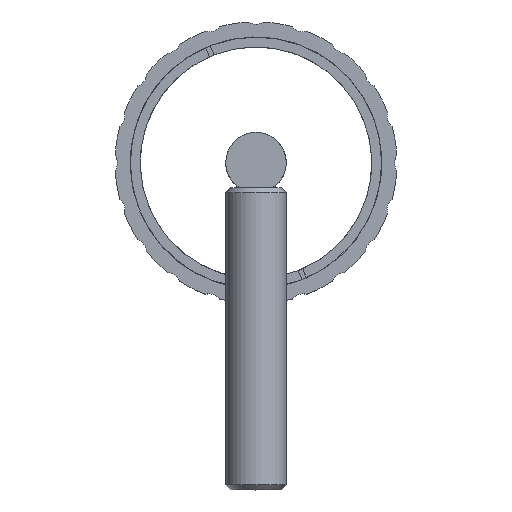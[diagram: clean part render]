
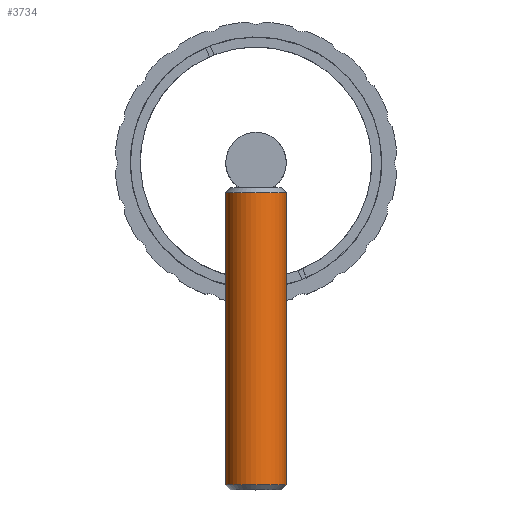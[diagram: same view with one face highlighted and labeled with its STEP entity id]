
A CAD part, top view. The second image highlights one B-rep face of the part: STEP entity #3734.
In plain terms, the highlighted cylindrical face has radius 6 mm (diameter 12 mm), a partial arc.
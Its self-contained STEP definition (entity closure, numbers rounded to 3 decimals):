
#95 = EDGE_CURVE ( 'NONE', #2532, #1213, #4982, .T. ) ;
#146 = DIRECTION ( 'NONE',  ( 1., 0., 0. ) ) ;
#538 = CARTESIAN_POINT ( 'NONE',  ( 5.563, -6.357, 4.25 ) ) ;
#784 = AXIS2_PLACEMENT_3D ( 'NONE', #5739, #1132, #3850 ) ;
#976 = LINE ( 'NONE', #3990, #4196 ) ;
#1132 = DIRECTION ( 'NONE',  ( 0., -1., 0. ) ) ;
#1213 = VERTEX_POINT ( 'NONE', #2870 ) ;
#1282 = VERTEX_POINT ( 'NONE', #2982 ) ;
#1404 = ORIENTED_EDGE ( 'NONE', *, *, #95, .T. ) ;
#1523 = VERTEX_POINT ( 'NONE', #538 ) ;
#1568 = LINE ( 'NONE', #4231, #1842 ) ;
#1640 = FACE_OUTER_BOUND ( 'NONE', #3882, .T. ) ;
#1643 = DIRECTION ( 'NONE',  ( -1., 0., 0. ) ) ;
#1664 = DIRECTION ( 'NONE',  ( 0., -1., 0. ) ) ;
#1842 = VECTOR ( 'NONE', #1879, 1000. ) ;
#1879 = DIRECTION ( 'NONE',  ( 0., -1., 0. ) ) ;
#1913 = CARTESIAN_POINT ( 'NONE',  ( -0.437, -64.357, 4.25 ) ) ;
#1946 = AXIS2_PLACEMENT_3D ( 'NONE', #2569, #1664, #1643 ) ;
#2532 = VERTEX_POINT ( 'NONE', #3351 ) ;
#2569 = CARTESIAN_POINT ( 'NONE',  ( -0.437, -5.357, 4.25 ) ) ;
#2759 = EDGE_CURVE ( 'NONE', #1523, #1213, #976, .T. ) ;
#2851 = AXIS2_PLACEMENT_3D ( 'NONE', #1913, #3767, #146 ) ;
#2869 = ORIENTED_EDGE ( 'NONE', *, *, #2759, .F. ) ;
#2870 = CARTESIAN_POINT ( 'NONE',  ( 5.563, -64.357, 4.25 ) ) ;
#2982 = CARTESIAN_POINT ( 'NONE',  ( -6.437, -6.357, 4.25 ) ) ;
#3234 = ORIENTED_EDGE ( 'NONE', *, *, #5198, .T. ) ;
#3351 = CARTESIAN_POINT ( 'NONE',  ( -6.437, -64.357, 4.25 ) ) ;
#3734 = ADVANCED_FACE ( 'NONE', ( #1640 ), #3868, .T. ) ;
#3767 = DIRECTION ( 'NONE',  ( 0., 1., 0. ) ) ;
#3850 = DIRECTION ( 'NONE',  ( 1., 0., 0. ) ) ;
#3868 = CYLINDRICAL_SURFACE ( 'NONE', #1946, 6. ) ;
#3882 = EDGE_LOOP ( 'NONE', ( #2869, #3234, #5391, #1404 ) ) ;
#3990 = CARTESIAN_POINT ( 'NONE',  ( 5.563, -5.357, 4.25 ) ) ;
#3996 = EDGE_CURVE ( 'NONE', #1282, #2532, #1568, .T. ) ;
#4196 = VECTOR ( 'NONE', #5341, 1000. ) ;
#4231 = CARTESIAN_POINT ( 'NONE',  ( -6.437, -5.357, 4.25 ) ) ;
#4465 = CIRCLE ( 'NONE', #784, 6. ) ;
#4982 = CIRCLE ( 'NONE', #2851, 6. ) ;
#5198 = EDGE_CURVE ( 'NONE', #1523, #1282, #4465, .T. ) ;
#5341 = DIRECTION ( 'NONE',  ( 0., -1., 0. ) ) ;
#5391 = ORIENTED_EDGE ( 'NONE', *, *, #3996, .T. ) ;
#5739 = CARTESIAN_POINT ( 'NONE',  ( -0.437, -6.357, 4.25 ) ) ;
